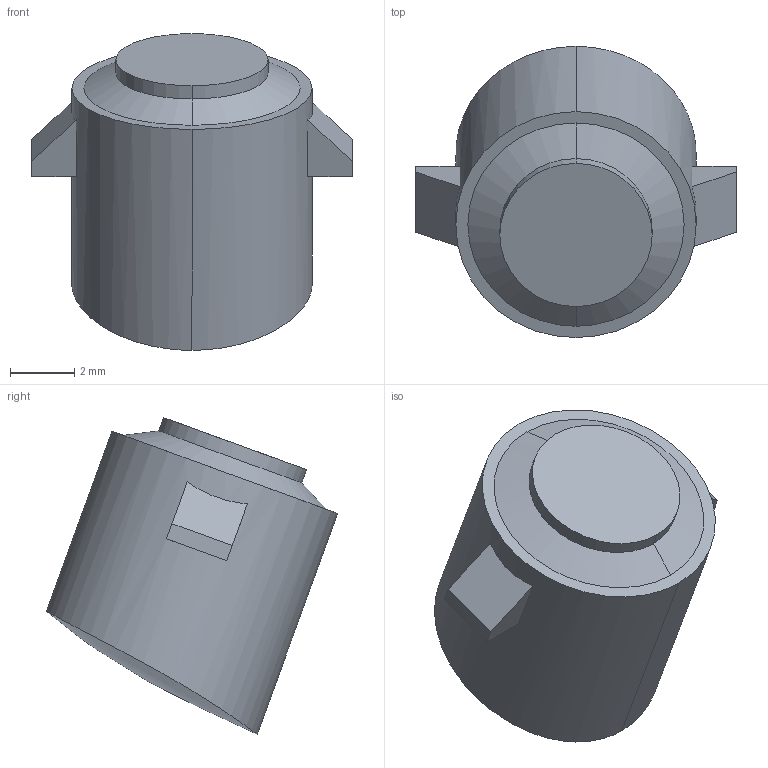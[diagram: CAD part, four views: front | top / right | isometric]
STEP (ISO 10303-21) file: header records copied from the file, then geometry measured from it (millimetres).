
FILE_DESCRIPTION (( 'STEP AP203' ), '1' );
FILE_NAME ('DP - D FSR ActuatorTH.STEP', '2017-08-02T02:51:23', ( '' ), ( '' ), 'SwSTEP 2.0', 'SolidWorks 2016', '' );
FILE_SCHEMA (( 'CONFIG_CONTROL_DESIGN' ));
Length unit declared in the file: millimetre
Products named in the file (1): DP - D FSR ActuatorTH
Bounding box: 10 x 9.09 x 9.88 mm (x, y, z)
Volume: 326.4 mm3; surface area: 267.3 mm2
Topology: 1 solids, 1 shells, 19 faces, 40 edges, 26 vertices
Faces by surface type: plane 12, cylinder 4, cone 2, bspline 1
Entity records: 690 total; most frequent: CARTESIAN_POINT 204, DIRECTION 84, ORIENTED_EDGE 80, EDGE_CURVE 40, AXIS2_PLACEMENT_3D 29, VERTEX_POINT 26, LINE 26, VECTOR 26
